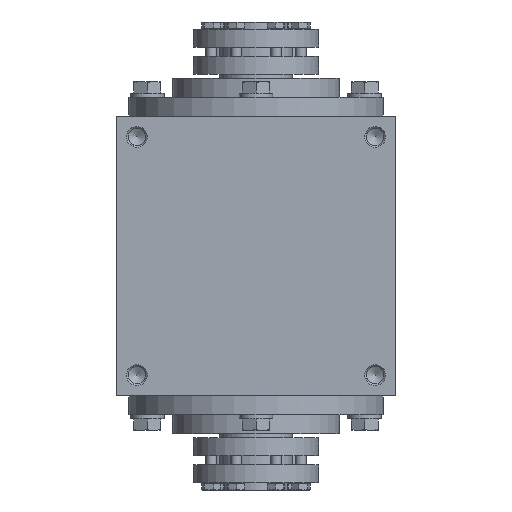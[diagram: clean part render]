
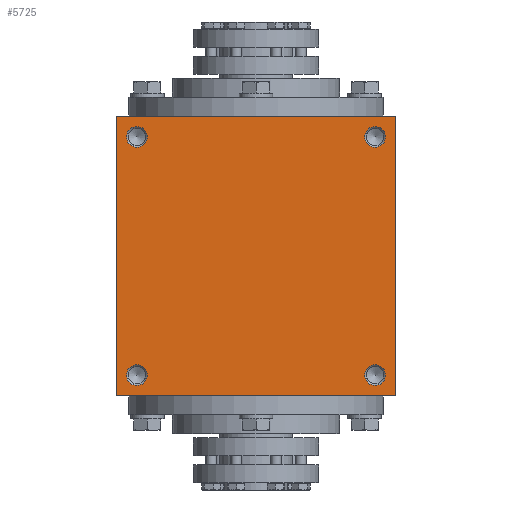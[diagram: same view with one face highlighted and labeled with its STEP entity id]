
A CAD part, left-side view. The second image highlights one B-rep face of the part: STEP entity #5725.
In plain terms, the highlighted face is planar.
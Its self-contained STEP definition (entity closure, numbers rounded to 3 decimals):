
#640=CIRCLE('',#7949,5.);
#641=CIRCLE('',#7950,5.);
#642=CIRCLE('',#7951,5.);
#643=CIRCLE('',#7952,5.);
#1553=ORIENTED_EDGE('',*,*,#2713,.F.);
#1554=ORIENTED_EDGE('',*,*,#2714,.T.);
#1555=ORIENTED_EDGE('',*,*,#2715,.F.);
#1556=ORIENTED_EDGE('',*,*,#2716,.T.);
#1557=ORIENTED_EDGE('',*,*,#2690,.F.);
#1558=ORIENTED_EDGE('',*,*,#2712,.F.);
#1559=ORIENTED_EDGE('',*,*,#2705,.F.);
#1560=ORIENTED_EDGE('',*,*,#2697,.F.);
#2690=EDGE_CURVE('',#3307,#3308,#3690,.T.);
#2697=EDGE_CURVE('',#3308,#3314,#3693,.T.);
#2705=EDGE_CURVE('',#3314,#3321,#3696,.T.);
#2712=EDGE_CURVE('',#3321,#3307,#3699,.T.);
#2713=EDGE_CURVE('',#3326,#3326,#640,.T.);
#2714=EDGE_CURVE('',#3327,#3327,#641,.T.);
#2715=EDGE_CURVE('',#3328,#3328,#642,.T.);
#2716=EDGE_CURVE('',#3329,#3329,#643,.T.);
#3307=VERTEX_POINT('',#11300);
#3308=VERTEX_POINT('',#11302);
#3314=VERTEX_POINT('',#11316);
#3321=VERTEX_POINT('',#11332);
#3326=VERTEX_POINT('',#11347);
#3327=VERTEX_POINT('',#11349);
#3328=VERTEX_POINT('',#11351);
#3329=VERTEX_POINT('',#11353);
#3690=LINE('',#11301,#4018);
#3693=LINE('',#11315,#4021);
#3696=LINE('',#11331,#4024);
#3699=LINE('',#11344,#4027);
#4018=VECTOR('',#9187,1000.);
#4021=VECTOR('',#9200,1000.);
#4024=VECTOR('',#9215,1000.);
#4027=VECTOR('',#9228,1000.);
#4481=EDGE_LOOP('',(#1553));
#4482=EDGE_LOOP('',(#1554));
#4483=EDGE_LOOP('',(#1555));
#4484=EDGE_LOOP('',(#1556));
#4485=EDGE_LOOP('',(#1557,#1558,#1559,#1560));
#5051=FACE_BOUND('',#4481,.T.);
#5052=FACE_BOUND('',#4482,.T.);
#5053=FACE_BOUND('',#4483,.T.);
#5054=FACE_BOUND('',#4484,.T.);
#5055=FACE_BOUND('',#4485,.T.);
#5449=PLANE('',#7948);
#5725=ADVANCED_FACE('',(#5051,#5052,#5053,#5054,#5055),#5449,.F.);
#7948=AXIS2_PLACEMENT_3D('',#11345,#9229,#9230);
#7949=AXIS2_PLACEMENT_3D('',#11346,#9231,#9232);
#7950=AXIS2_PLACEMENT_3D('',#11348,#9233,#9234);
#7951=AXIS2_PLACEMENT_3D('',#11350,#9235,#9236);
#7952=AXIS2_PLACEMENT_3D('',#11352,#9237,#9238);
#9187=DIRECTION('',(0.,-1.,0.));
#9200=DIRECTION('',(1.,0.,0.));
#9215=DIRECTION('',(0.,1.,0.));
#9228=DIRECTION('',(-1.,0.,0.));
#9229=DIRECTION('',(0.,0.,1.));
#9230=DIRECTION('',(1.,0.,0.));
#9231=DIRECTION('',(0.,0.,-1.));
#9232=DIRECTION('',(-1.,0.,0.));
#9233=DIRECTION('',(0.,0.,1.));
#9234=DIRECTION('',(1.,0.,0.));
#9235=DIRECTION('',(0.,0.,-1.));
#9236=DIRECTION('',(-1.,0.,0.));
#9237=DIRECTION('',(0.,0.,1.));
#9238=DIRECTION('',(1.,0.,0.));
#11300=CARTESIAN_POINT('',(-67.,67.,-67.));
#11301=CARTESIAN_POINT('',(-67.,67.,-67.));
#11302=CARTESIAN_POINT('',(-67.,-67.,-67.));
#11315=CARTESIAN_POINT('',(-67.,-67.,-67.));
#11316=CARTESIAN_POINT('',(67.,-67.,-67.));
#11331=CARTESIAN_POINT('',(67.,-67.,-67.));
#11332=CARTESIAN_POINT('',(67.,67.,-67.));
#11344=CARTESIAN_POINT('',(67.,67.,-67.));
#11345=CARTESIAN_POINT('',(0.,0.,-67.));
#11346=CARTESIAN_POINT('',(-57.,57.,-67.));
#11347=CARTESIAN_POINT('',(-62.,57.,-67.));
#11348=CARTESIAN_POINT('',(57.,57.,-67.));
#11349=CARTESIAN_POINT('',(62.,57.,-67.));
#11350=CARTESIAN_POINT('',(-57.,-57.,-67.));
#11351=CARTESIAN_POINT('',(-62.,-57.,-67.));
#11352=CARTESIAN_POINT('',(57.,-57.,-67.));
#11353=CARTESIAN_POINT('',(62.,-57.,-67.));
